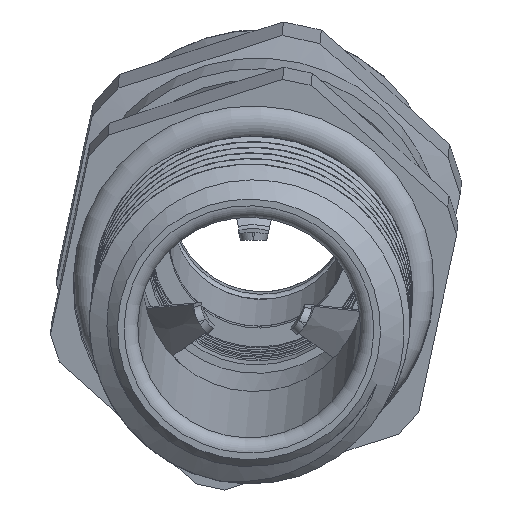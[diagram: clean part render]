
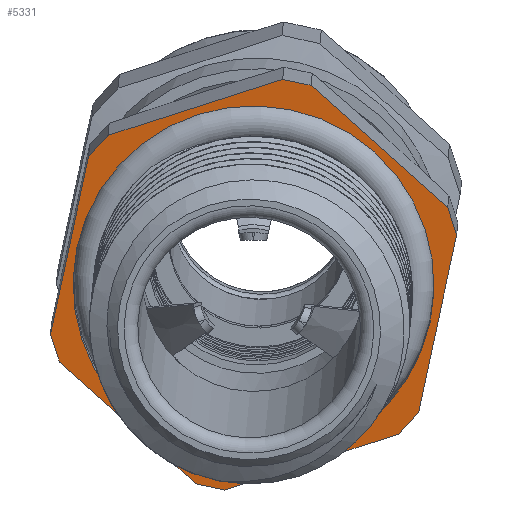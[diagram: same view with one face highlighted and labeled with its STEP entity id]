
A CAD part, top view. The second image highlights one B-rep face of the part: STEP entity #5331.
In plain terms, the highlighted face is planar.
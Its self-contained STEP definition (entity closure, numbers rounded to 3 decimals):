
#539=LINE('',#11792,#863);
#541=LINE('',#11802,#865);
#543=LINE('',#11810,#867);
#545=LINE('',#11820,#869);
#547=LINE('',#11828,#871);
#549=LINE('',#11838,#873);
#552=LINE('',#11853,#876);
#555=LINE('',#11868,#879);
#557=LINE('',#11880,#881);
#559=LINE('',#11884,#883);
#560=LINE('',#11887,#884);
#561=LINE('',#11890,#885);
#863=VECTOR('',#7390,10.);
#865=VECTOR('',#7396,10.);
#867=VECTOR('',#7400,10.);
#869=VECTOR('',#7406,10.);
#871=VECTOR('',#7410,10.);
#873=VECTOR('',#7416,10.);
#876=VECTOR('',#7421,10.);
#879=VECTOR('',#7426,10.);
#881=VECTOR('',#7430,10.);
#883=VECTOR('',#7436,10.);
#884=VECTOR('',#7441,10.);
#885=VECTOR('',#7446,10.);
#1062=PLANE('',#5997);
#1117=FACE_BOUND('',#1749,.T.);
#1405=FACE_OUTER_BOUND('',#1748,.T.);
#1748=EDGE_LOOP('',(#4849,#4850,#4851,#4852,#4853,#4854,#4855,#4856,#4857,
#4858,#4859,#4860));
#1749=EDGE_LOOP('',(#4861));
#2079=CIRCLE('',#5993,6.716);
#2560=VERTEX_POINT('',#11789);
#2561=VERTEX_POINT('',#11791);
#2564=VERTEX_POINT('',#11801);
#2566=VERTEX_POINT('',#11809);
#2569=VERTEX_POINT('',#11819);
#2571=VERTEX_POINT('',#11827);
#2574=VERTEX_POINT('',#11837);
#2578=VERTEX_POINT('',#11850);
#2579=VERTEX_POINT('',#11852);
#2583=VERTEX_POINT('',#11865);
#2584=VERTEX_POINT('',#11867);
#2587=VERTEX_POINT('',#11879);
#2593=VERTEX_POINT('',#11919);
#3307=EDGE_CURVE('',#2561,#2560,#539,.T.);
#3311=EDGE_CURVE('',#2564,#2561,#541,.T.);
#3314=EDGE_CURVE('',#2566,#2564,#543,.T.);
#3318=EDGE_CURVE('',#2569,#2566,#545,.T.);
#3321=EDGE_CURVE('',#2571,#2569,#547,.T.);
#3325=EDGE_CURVE('',#2574,#2571,#549,.T.);
#3330=EDGE_CURVE('',#2579,#2578,#552,.T.);
#3335=EDGE_CURVE('',#2584,#2583,#555,.T.);
#3339=EDGE_CURVE('',#2587,#2574,#557,.T.);
#3342=EDGE_CURVE('',#2583,#2587,#559,.T.);
#3344=EDGE_CURVE('',#2578,#2584,#560,.T.);
#3346=EDGE_CURVE('',#2560,#2579,#561,.T.);
#3358=EDGE_CURVE('',#2593,#2593,#2079,.T.);
#4849=ORIENTED_EDGE('',*,*,#3325,.T.);
#4850=ORIENTED_EDGE('',*,*,#3321,.T.);
#4851=ORIENTED_EDGE('',*,*,#3318,.T.);
#4852=ORIENTED_EDGE('',*,*,#3314,.T.);
#4853=ORIENTED_EDGE('',*,*,#3311,.T.);
#4854=ORIENTED_EDGE('',*,*,#3307,.T.);
#4855=ORIENTED_EDGE('',*,*,#3346,.T.);
#4856=ORIENTED_EDGE('',*,*,#3330,.T.);
#4857=ORIENTED_EDGE('',*,*,#3344,.T.);
#4858=ORIENTED_EDGE('',*,*,#3335,.T.);
#4859=ORIENTED_EDGE('',*,*,#3342,.T.);
#4860=ORIENTED_EDGE('',*,*,#3339,.T.);
#4861=ORIENTED_EDGE('',*,*,#3358,.F.);
#5331=ADVANCED_FACE('',(#1405,#1117),#1062,.T.);
#5993=AXIS2_PLACEMENT_3D('',#11920,#7493,#7494);
#5997=AXIS2_PLACEMENT_3D('',#11924,#7501,#7502);
#7390=DIRECTION('',(0.,0.5,-0.866));
#7396=DIRECTION('',(0.,0.,-1.));
#7400=DIRECTION('',(0.,-0.5,-0.866));
#7406=DIRECTION('',(0.,-0.866,-0.5));
#7410=DIRECTION('',(0.,-1.,0.));
#7416=DIRECTION('',(0.,-0.866,0.5));
#7421=DIRECTION('',(0.,1.,0.));
#7426=DIRECTION('',(0.,0.5,0.866));
#7430=DIRECTION('',(0.,-0.5,0.866));
#7436=DIRECTION('',(0.,0.,1.));
#7441=DIRECTION('',(0.,0.866,0.5));
#7446=DIRECTION('',(0.,0.866,-0.5));
#7493=DIRECTION('center_axis',(1.,0.,0.));
#7494=DIRECTION('ref_axis',(0.,0.,-1.));
#7501=DIRECTION('center_axis',(1.,0.,0.));
#7502=DIRECTION('ref_axis',(0.,0.,-1.));
#11789=CARTESIAN_POINT('',(-12.,-4.353,-6.46));
#11791=CARTESIAN_POINT('',(-12.,-7.771,-0.54));
#11792=CARTESIAN_POINT('',(-12.,-6.077,-3.474));
#11801=CARTESIAN_POINT('',(-12.,-7.771,0.54));
#11802=CARTESIAN_POINT('',(-12.,-7.771,0.27));
#11809=CARTESIAN_POINT('',(-12.,-4.353,6.46));
#11810=CARTESIAN_POINT('',(-12.,-4.368,6.434));
#11819=CARTESIAN_POINT('',(-12.,-3.418,7.));
#11820=CARTESIAN_POINT('',(-12.,-1.133,8.319));
#11827=CARTESIAN_POINT('',(-12.,3.418,7.));
#11828=CARTESIAN_POINT('',(-12.,5.067,7.));
#11837=CARTESIAN_POINT('',(-12.,4.353,6.46));
#11838=CARTESIAN_POINT('',(-12.,6.638,5.141));
#11850=CARTESIAN_POINT('',(-12.,3.418,-7.));
#11852=CARTESIAN_POINT('',(-12.,-3.418,-7.));
#11853=CARTESIAN_POINT('',(-12.,1.649,-7.));
#11865=CARTESIAN_POINT('',(-12.,7.771,-0.54));
#11867=CARTESIAN_POINT('',(-12.,4.353,-6.46));
#11868=CARTESIAN_POINT('',(-12.,6.047,-3.526));
#11879=CARTESIAN_POINT('',(-12.,7.771,0.54));
#11880=CARTESIAN_POINT('',(-12.,7.756,0.566));
#11884=CARTESIAN_POINT('',(-12.,7.771,-0.27));
#11887=CARTESIAN_POINT('',(-12.,6.17,-5.411));
#11890=CARTESIAN_POINT('',(-12.,-1.601,-8.049));
#11919=CARTESIAN_POINT('',(-12.,6.716,0.));
#11920=CARTESIAN_POINT('Origin',(-12.,0.,0.));
#11924=CARTESIAN_POINT('Origin',(-12.,6.716,0.));
